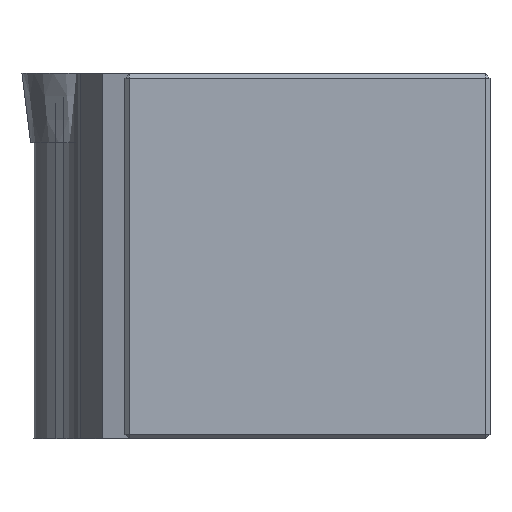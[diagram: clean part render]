
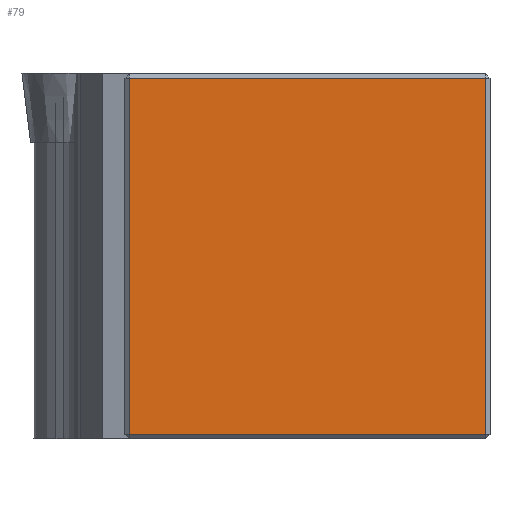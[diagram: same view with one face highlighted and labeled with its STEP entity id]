
A CAD part, front view. The second image highlights one B-rep face of the part: STEP entity #79.
In plain terms, the highlighted planar face has unit normal (0, -1, 0).
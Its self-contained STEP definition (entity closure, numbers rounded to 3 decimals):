
#79=ADVANCED_FACE('',(#138),#112,.F.);
#112=PLANE('',#554);
#138=FACE_OUTER_BOUND('',#165,.T.);
#165=EDGE_LOOP('',(#212,#213,#214,#215));
#212=ORIENTED_EDGE('',*,*,#388,.T.);
#213=ORIENTED_EDGE('',*,*,#389,.T.);
#214=ORIENTED_EDGE('',*,*,#390,.T.);
#215=ORIENTED_EDGE('',*,*,#391,.T.);
#346=VERTEX_POINT('',#772);
#347=VERTEX_POINT('',#773);
#348=VERTEX_POINT('',#775);
#349=VERTEX_POINT('',#777);
#388=EDGE_CURVE('',#346,#347,#455,.T.);
#389=EDGE_CURVE('',#347,#348,#456,.T.);
#390=EDGE_CURVE('',#348,#349,#457,.T.);
#391=EDGE_CURVE('',#349,#346,#458,.T.);
#455=LINE('',#771,#508);
#456=LINE('',#774,#509);
#457=LINE('',#776,#510);
#458=LINE('',#778,#511);
#508=VECTOR('',#615,1.);
#509=VECTOR('',#616,1.);
#510=VECTOR('',#617,1.);
#511=VECTOR('',#618,1.);
#554=AXIS2_PLACEMENT_3D('',#779,#619,#620);
#615=DIRECTION('',(0.,0.,-1.));
#616=DIRECTION('',(1.,0.,0.));
#617=DIRECTION('',(0.,0.,1.));
#618=DIRECTION('',(-1.,0.,0.));
#619=DIRECTION('',(0.,1.,0.));
#620=DIRECTION('',(0.,0.,1.));
#771=CARTESIAN_POINT('',(7.3,-151.04,-25.04));
#772=CARTESIAN_POINT('',(7.3,-151.04,-0.34));
#773=CARTESIAN_POINT('',(7.3,-151.04,-24.74));
#774=CARTESIAN_POINT('',(32.,-151.04,-24.74));
#775=CARTESIAN_POINT('',(31.7,-151.04,-24.74));
#776=CARTESIAN_POINT('',(31.7,-151.04,-25.04));
#777=CARTESIAN_POINT('',(31.7,-151.04,-0.34));
#778=CARTESIAN_POINT('',(32.,-151.04,-0.34));
#779=CARTESIAN_POINT('',(32.,-151.04,-25.04));
